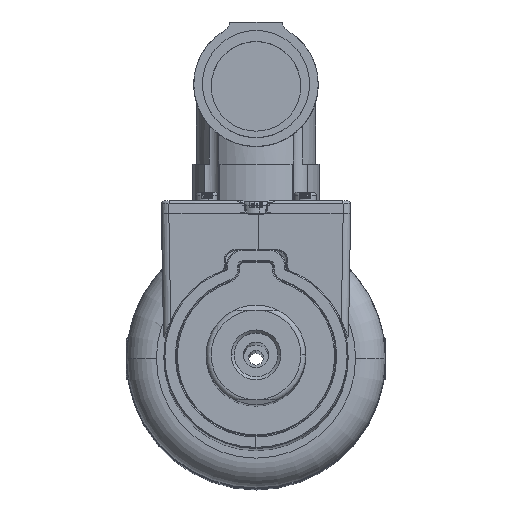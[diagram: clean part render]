
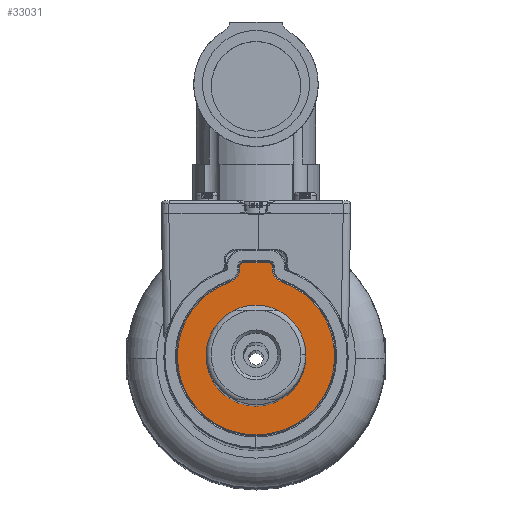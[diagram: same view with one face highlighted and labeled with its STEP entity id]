
A CAD part, top view. The second image highlights one B-rep face of the part: STEP entity #33031.
In plain terms, the highlighted planar face has unit normal (0, 0, 1).
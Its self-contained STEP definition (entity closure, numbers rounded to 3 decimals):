
#1712 = CIRCLE ( 'NONE', #45499, 2.7 ) ;
#2727 = VERTEX_POINT ( 'NONE', #43808 ) ;
#2991 = VECTOR ( 'NONE', #4840, 1000. ) ;
#3202 = CARTESIAN_POINT ( 'NONE',  ( -10., 0., 501. ) ) ;
#3603 = DIRECTION ( 'NONE',  ( 0., 0., 1. ) ) ;
#3777 = CARTESIAN_POINT ( 'NONE',  ( 2.5, 18., 501. ) ) ;
#4840 = DIRECTION ( 'NONE',  ( 0., 1., 0. ) ) ;
#5089 = EDGE_CURVE ( 'NONE', #24578, #43445, #15440, .T. ) ;
#5728 = VERTEX_POINT ( 'NONE', #35695 ) ;
#5854 = FACE_BOUND ( 'NONE', #41500, .T. ) ;
#5978 = VERTEX_POINT ( 'NONE', #20651 ) ;
#7376 = CARTESIAN_POINT ( 'NONE',  ( -3.3, 18., 501. ) ) ;
#7695 = VERTEX_POINT ( 'NONE', #7376 ) ;
#8425 = LINE ( 'NONE', #56905, #13723 ) ;
#8606 = ORIENTED_EDGE ( 'NONE', *, *, #30619, .T. ) ;
#9062 = DIRECTION ( 'NONE',  ( 0., 0., -1. ) ) ;
#9173 = ORIENTED_EDGE ( 'NONE', *, *, #45698, .T. ) ;
#9754 = DIRECTION ( 'NONE',  ( 1., 0., 0. ) ) ;
#10025 = ORIENTED_EDGE ( 'NONE', *, *, #48483, .T. ) ;
#10056 = DIRECTION ( 'NONE',  ( 0., 0., 1. ) ) ;
#10098 = ORIENTED_EDGE ( 'NONE', *, *, #13226, .T. ) ;
#10939 = CARTESIAN_POINT ( 'NONE',  ( 6., 17.5, 501. ) ) ;
#12441 = CARTESIAN_POINT ( 'NONE',  ( 5.124, 14.946, 501. ) ) ;
#13226 = EDGE_CURVE ( 'NONE', #60569, #5728, #25890, .T. ) ;
#13723 = VECTOR ( 'NONE', #41581, 1000. ) ;
#14848 = DIRECTION ( 'NONE',  ( 0., 0., 1. ) ) ;
#15440 = CIRCLE ( 'NONE', #54224, 15.8 ) ;
#15541 = ORIENTED_EDGE ( 'NONE', *, *, #31084, .T. ) ;
#16173 = VERTEX_POINT ( 'NONE', #62645 ) ;
#16501 = CARTESIAN_POINT ( 'NONE',  ( 0., 18.8, 501. ) ) ;
#16619 = FACE_OUTER_BOUND ( 'NONE', #38011, .T. ) ;
#17815 = CARTESIAN_POINT ( 'NONE',  ( -2.5, 18., 501. ) ) ;
#18435 = ORIENTED_EDGE ( 'NONE', *, *, #29138, .F. ) ;
#18653 = CARTESIAN_POINT ( 'NONE',  ( 2.5, 18.8, 501. ) ) ;
#19949 = DIRECTION ( 'NONE',  ( 1., 0., 0. ) ) ;
#20651 = CARTESIAN_POINT ( 'NONE',  ( 10., 0., 501. ) ) ;
#21305 = LINE ( 'NONE', #16501, #26699 ) ;
#21815 = CIRCLE ( 'NONE', #25962, 15.8 ) ;
#23164 = DIRECTION ( 'NONE',  ( 0., 0., 1. ) ) ;
#23274 = AXIS2_PLACEMENT_3D ( 'NONE', #47609, #62594, #53417 ) ;
#23377 = VERTEX_POINT ( 'NONE', #3202 ) ;
#24353 = EDGE_CURVE ( 'NONE', #58127, #2727, #21305, .T. ) ;
#24578 = VERTEX_POINT ( 'NONE', #50592 ) ;
#25256 = PLANE ( 'NONE',  #60881 ) ;
#25890 = CIRCLE ( 'NONE', #30007, 2.7 ) ;
#25962 = AXIS2_PLACEMENT_3D ( 'NONE', #57622, #61415, #46445 ) ;
#26593 = AXIS2_PLACEMENT_3D ( 'NONE', #36217, #3603, #32917 ) ;
#26699 = VECTOR ( 'NONE', #40753, 1000. ) ;
#27366 = CIRCLE ( 'NONE', #23274, 10. ) ;
#27722 = DIRECTION ( 'NONE',  ( 1., 0., 0. ) ) ;
#29138 = EDGE_CURVE ( 'NONE', #23377, #5978, #30490, .T. ) ;
#30007 = AXIS2_PLACEMENT_3D ( 'NONE', #10939, #45032, #45353 ) ;
#30454 = CARTESIAN_POINT ( 'NONE',  ( 0., 0., 501. ) ) ;
#30490 = CIRCLE ( 'NONE', #26593, 10. ) ;
#30619 = EDGE_CURVE ( 'NONE', #58932, #58127, #58486, .T. ) ;
#31084 = EDGE_CURVE ( 'NONE', #7695, #16173, #8425, .T. ) ;
#31927 = AXIS2_PLACEMENT_3D ( 'NONE', #30454, #14848, #19949 ) ;
#32102 = CARTESIAN_POINT ( 'NONE',  ( 15.8, 0., 501. ) ) ;
#32192 = DIRECTION ( 'NONE',  ( 0., 0., 1. ) ) ;
#32491 = ORIENTED_EDGE ( 'NONE', *, *, #59763, .T. ) ;
#32917 = DIRECTION ( 'NONE',  ( 1., 0., 0. ) ) ;
#33031 = ADVANCED_FACE ( 'NONE', ( #16619, #5854 ), #25256, .T. ) ;
#35695 = CARTESIAN_POINT ( 'NONE',  ( 3.3, 17.5, 501. ) ) ;
#36217 = CARTESIAN_POINT ( 'NONE',  ( 0., 0., 501. ) ) ;
#37323 = ORIENTED_EDGE ( 'NONE', *, *, #51226, .F. ) ;
#38011 = EDGE_LOOP ( 'NONE', ( #56472, #58001, #32491, #10098, #55428, #8606, #57080, #10025, #15541, #9173 ) ) ;
#40753 = DIRECTION ( 'NONE',  ( -1., 0., 0. ) ) ;
#41500 = EDGE_LOOP ( 'NONE', ( #37323, #18435 ) ) ;
#41581 = DIRECTION ( 'NONE',  ( 0., -1., 0. ) ) ;
#41595 = DIRECTION ( 'NONE',  ( 1., 0., 0. ) ) ;
#42899 = CARTESIAN_POINT ( 'NONE',  ( 3.3, 18., 501. ) ) ;
#43347 = CIRCLE ( 'NONE', #58710, 0.8 ) ;
#43445 = VERTEX_POINT ( 'NONE', #60862 ) ;
#43808 = CARTESIAN_POINT ( 'NONE',  ( -2.5, 18.8, 501. ) ) ;
#44374 = LINE ( 'NONE', #48546, #2991 ) ;
#44554 = EDGE_CURVE ( 'NONE', #43445, #47469, #21815, .T. ) ;
#45032 = DIRECTION ( 'NONE',  ( 0., 0., -1. ) ) ;
#45033 = DIRECTION ( 'NONE',  ( 0., 0., 1. ) ) ;
#45353 = DIRECTION ( 'NONE',  ( 1., 0., 0. ) ) ;
#45499 = AXIS2_PLACEMENT_3D ( 'NONE', #47621, #9062, #41595 ) ;
#45698 = EDGE_CURVE ( 'NONE', #16173, #24578, #1712, .T. ) ;
#46180 = CIRCLE ( 'NONE', #31927, 15.8 ) ;
#46445 = DIRECTION ( 'NONE',  ( 1., 0., 0. ) ) ;
#47258 = AXIS2_PLACEMENT_3D ( 'NONE', #3777, #23164, #61165 ) ;
#47469 = VERTEX_POINT ( 'NONE', #32102 ) ;
#47609 = CARTESIAN_POINT ( 'NONE',  ( 0., 0., 501. ) ) ;
#47621 = CARTESIAN_POINT ( 'NONE',  ( -6., 17.5, 501. ) ) ;
#48483 = EDGE_CURVE ( 'NONE', #2727, #7695, #43347, .T. ) ;
#48546 = CARTESIAN_POINT ( 'NONE',  ( 3.3, 0., 501. ) ) ;
#49848 = CARTESIAN_POINT ( 'NONE',  ( 0., 0., 501. ) ) ;
#50592 = CARTESIAN_POINT ( 'NONE',  ( -5.124, 14.946, 501. ) ) ;
#51226 = EDGE_CURVE ( 'NONE', #5978, #23377, #27366, .T. ) ;
#53417 = DIRECTION ( 'NONE',  ( 1., 0., 0. ) ) ;
#53499 = CARTESIAN_POINT ( 'NONE',  ( 0., 0., 501. ) ) ;
#54224 = AXIS2_PLACEMENT_3D ( 'NONE', #53499, #10056, #9754 ) ;
#55428 = ORIENTED_EDGE ( 'NONE', *, *, #55528, .T. ) ;
#55528 = EDGE_CURVE ( 'NONE', #5728, #58932, #44374, .T. ) ;
#56472 = ORIENTED_EDGE ( 'NONE', *, *, #5089, .T. ) ;
#56905 = CARTESIAN_POINT ( 'NONE',  ( -3.3, 0., 501. ) ) ;
#57080 = ORIENTED_EDGE ( 'NONE', *, *, #24353, .T. ) ;
#57622 = CARTESIAN_POINT ( 'NONE',  ( 0., 0., 501. ) ) ;
#58001 = ORIENTED_EDGE ( 'NONE', *, *, #44554, .T. ) ;
#58127 = VERTEX_POINT ( 'NONE', #18653 ) ;
#58486 = CIRCLE ( 'NONE', #47258, 0.8 ) ;
#58710 = AXIS2_PLACEMENT_3D ( 'NONE', #17815, #32192, #27722 ) ;
#58932 = VERTEX_POINT ( 'NONE', #42899 ) ;
#59763 = EDGE_CURVE ( 'NONE', #47469, #60569, #46180, .T. ) ;
#60569 = VERTEX_POINT ( 'NONE', #12441 ) ;
#60656 = DIRECTION ( 'NONE',  ( 1., 0., 0. ) ) ;
#60862 = CARTESIAN_POINT ( 'NONE',  ( -15.8, 0., 501. ) ) ;
#60881 = AXIS2_PLACEMENT_3D ( 'NONE', #49848, #45033, #60656 ) ;
#61165 = DIRECTION ( 'NONE',  ( 1., 0., 0. ) ) ;
#61415 = DIRECTION ( 'NONE',  ( 0., 0., 1. ) ) ;
#62594 = DIRECTION ( 'NONE',  ( 0., 0., 1. ) ) ;
#62645 = CARTESIAN_POINT ( 'NONE',  ( -3.3, 17.5, 501. ) ) ;
